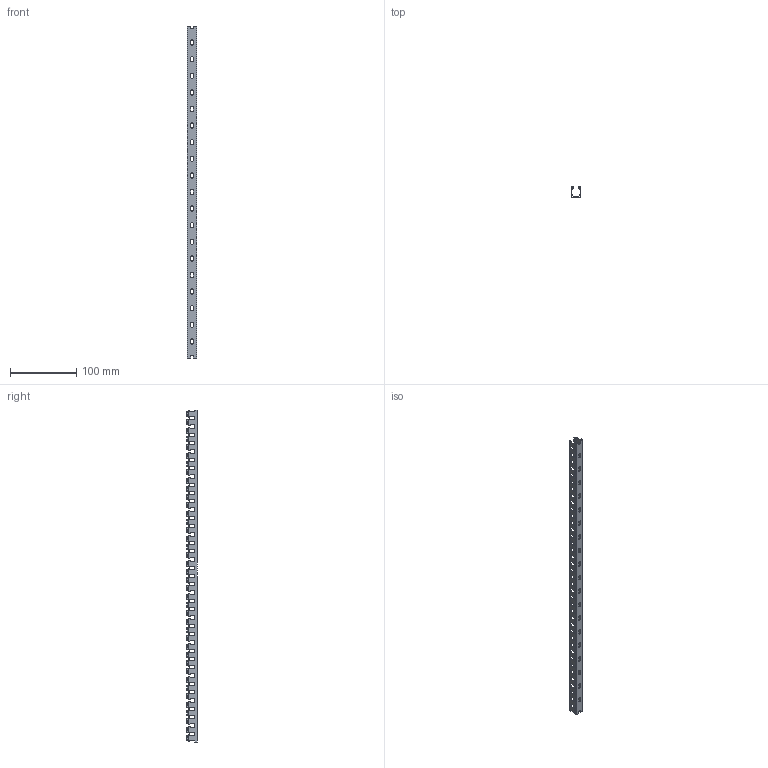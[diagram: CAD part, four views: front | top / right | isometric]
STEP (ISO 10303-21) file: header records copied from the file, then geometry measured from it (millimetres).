
FILE_DESCRIPTION (( 'STEP AP214' ), '1' );
FILE_NAME ('盷贄鍧闉鍕_RL_Corpo_T1_015x018.STEP', '2018-11-14T08:36:18', ( '' ), ( '' ), 'SwSTEP 2.0', 'SolidWorks 2016', '' );
FILE_SCHEMA (( 'AUTOMOTIVE_DESIGN' ));
Length unit declared in the file: millimetre
Products named in the file (1): 盷贄鍧闉鍕_RL_Corpo_T1_015x018
Bounding box: 15 x 16.46 x 500 mm (x, y, z)
Volume: 19441.4 mm3; surface area: 44110.5 mm2
Topology: 1 solids, 1 shells, 2188 faces, 6558 edges, 4372 vertices
Faces by surface type: cylinder 1166, plane 1022
Entity records: 77632 total; most frequent: CARTESIAN_POINT 21107, ORIENTED_EDGE 13116, DIRECTION 10708, EDGE_CURVE 6558, VERTEX_POINT 4372, LINE 3586, VECTOR 3586, AXIS2_PLACEMENT_3D 3561
